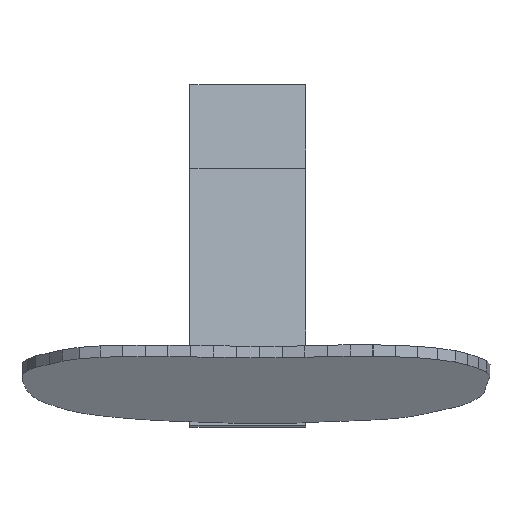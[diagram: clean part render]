
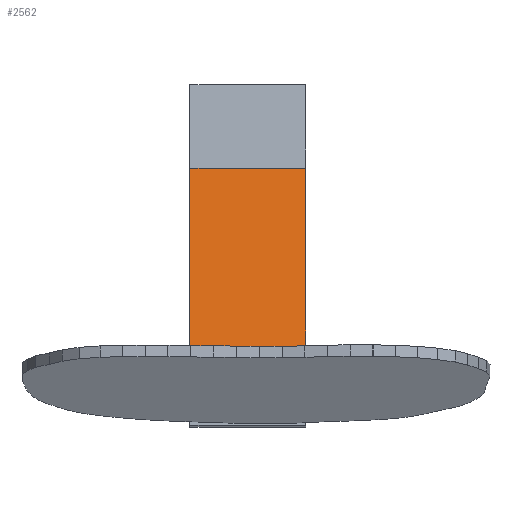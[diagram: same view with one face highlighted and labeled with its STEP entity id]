
A CAD part, front view. The second image highlights one B-rep face of the part: STEP entity #2562.
In plain terms, the highlighted planar face has unit normal (0, -0.986, 0.166).
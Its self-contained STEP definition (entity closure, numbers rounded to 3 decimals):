
#132=FACE_OUTER_BOUND('',#257,.T.);
#257=EDGE_LOOP('',(#2278,#2279,#2280,#2281));
#598=LINE('',#3992,#961);
#607=LINE('',#4011,#970);
#612=LINE('',#4020,#975);
#613=LINE('',#4021,#976);
#961=VECTOR('',#3269,10.);
#970=VECTOR('',#3282,10.);
#975=VECTOR('',#3291,10.);
#976=VECTOR('',#3292,10.);
#1213=VERTEX_POINT('',#3990);
#1214=VERTEX_POINT('',#3991);
#1221=VERTEX_POINT('',#4008);
#1222=VERTEX_POINT('',#4010);
#1566=EDGE_CURVE('',#1213,#1214,#598,.T.);
#1575=EDGE_CURVE('',#1222,#1221,#607,.T.);
#1580=EDGE_CURVE('',#1222,#1213,#612,.T.);
#1581=EDGE_CURVE('',#1221,#1214,#613,.T.);
#2278=ORIENTED_EDGE('',*,*,#1580,.F.);
#2279=ORIENTED_EDGE('',*,*,#1575,.T.);
#2280=ORIENTED_EDGE('',*,*,#1581,.T.);
#2281=ORIENTED_EDGE('',*,*,#1566,.F.);
#2438=PLANE('',#2700);
#2562=ADVANCED_FACE('',(#132),#2438,.T.);
#2700=AXIS2_PLACEMENT_3D('',#4019,#3289,#3290);
#3269=DIRECTION('',(-1.,0.,0.002));
#3282=DIRECTION('',(-1.,0.,0.));
#3289=DIRECTION('center_axis',(0.,-0.986,
0.166));
#3290=DIRECTION('ref_axis',(0.,-0.166,-0.986));
#3291=DIRECTION('',(0.,-0.166,-0.986));
#3292=DIRECTION('',(0.,-0.166,-0.986));
#3990=CARTESIAN_POINT('',(5.,96.511,976.824));
#3991=CARTESIAN_POINT('',(-5.,96.514,976.844));
#3992=CARTESIAN_POINT('',(2.822,96.512,976.828));
#4008=CARTESIAN_POINT('',(-5.,99.625,995.344));
#4010=CARTESIAN_POINT('',(5.,99.625,995.344));
#4011=CARTESIAN_POINT('',(-5.,99.625,995.344));
#4019=CARTESIAN_POINT('Origin',(0.,99.46,
994.358));
#4020=CARTESIAN_POINT('',(5.,99.294,993.372));
#4021=CARTESIAN_POINT('',(-5.,99.294,993.372));
